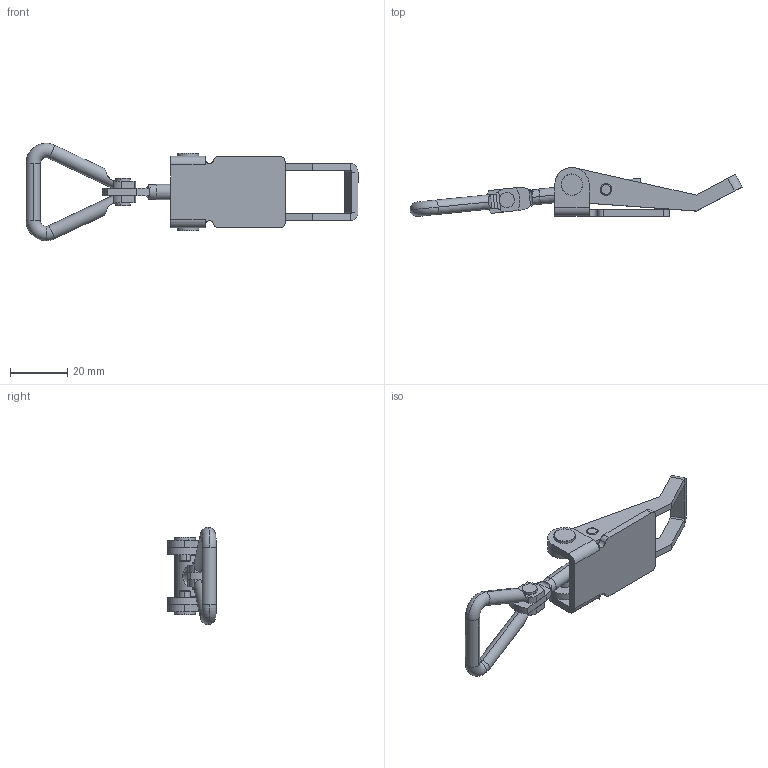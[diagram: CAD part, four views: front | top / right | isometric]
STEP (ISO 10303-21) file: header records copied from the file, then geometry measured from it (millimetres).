
FILE_DESCRIPTION (( 'STEP AP214' ), '1' );
FILE_NAME ('52031 - 702 SA Hinged.STEP', '2017-01-25T13:31:14', ( '' ), ( '' ), 'SwSTEP 2.0', 'SolidWorks 2015', '' );
FILE_SCHEMA (( 'AUTOMOTIVE_DESIGN' ));
Length unit declared in the file: millimetre
Products named in the file (9): 702 - Ring 702 M6; 702 - Nit till ledad M6; 702 - Ring till ledad M6; 702 - Skruv till ledad M6; 702 - Rulle; 702 - Ansatsnit; 702 - Bygel; 702 - Platta SA; 52031 - 702 SA Hinged
Assembly tree (9 placements, depth 3):
  52031 - 702 SA Hinged
    702 - Platta SA
    702 - Bygel
    702 - Ansatsnit  x2
    702 - Rulle
    702 - Ring 702 M6
      702 - Skruv till ledad M6
      702 - Ring till ledad M6
      702 - Nit till ledad M6
Bounding box: 115.9 x 17.05 x 33.98 mm (x, y, z)
Volume: 10214.8 mm3; surface area: 10163.1 mm2
Topology: 8 solids, 8 shells, 199 faces, 462 edges, 288 vertices
Faces by surface type: cylinder 97, plane 80, cone 12, torus 10
Entity records: 5924 total; most frequent: CARTESIAN_POINT 1238, DIRECTION 958, ORIENTED_EDGE 872, EDGE_CURVE 436, AXIS2_PLACEMENT_3D 372, VERTEX_POINT 272, VECTOR 214, LINE 214
